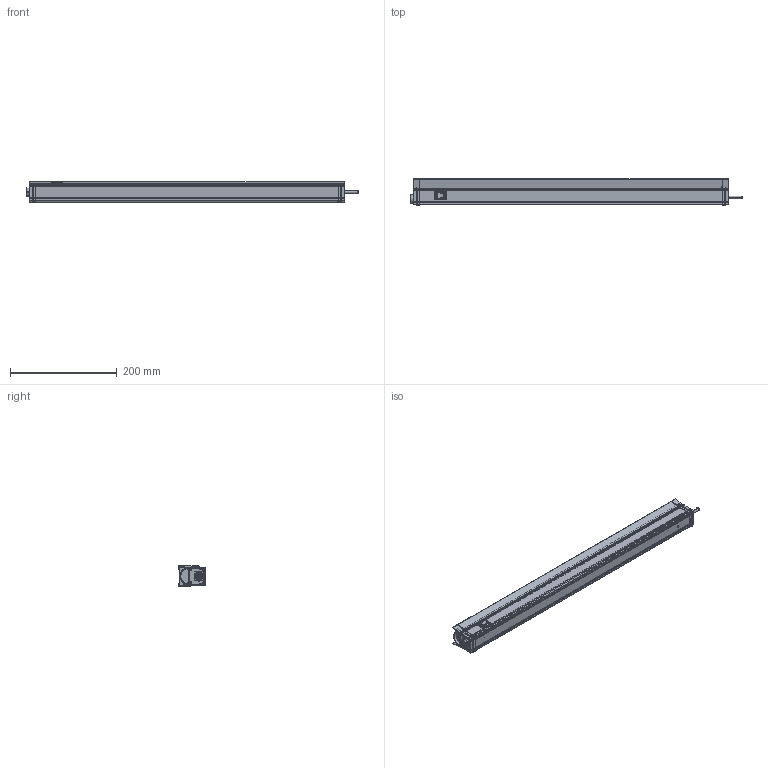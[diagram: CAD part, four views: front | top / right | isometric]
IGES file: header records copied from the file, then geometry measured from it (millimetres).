
Start section:  PTC IGES file: 192503.igs
Global section: file name: 192503.igs; native system: Creo Parametric by Parametric Technology Corporation; preprocessor: 2013230; author: pdmadmin; organization: Unknown; date: 20160104.135054; units: millimetre
Bounding box: 622.25 x 49.36 x 39.35 mm (x, y, z)
Volume: 229140.9 mm3; surface area: 1659556.1 mm2
Topology: 24 solids, 25 shells, 4106 faces, 21963 edges, 28296 vertices
Faces by surface type: revolution 2070, bspline 2016, extrusion 20
